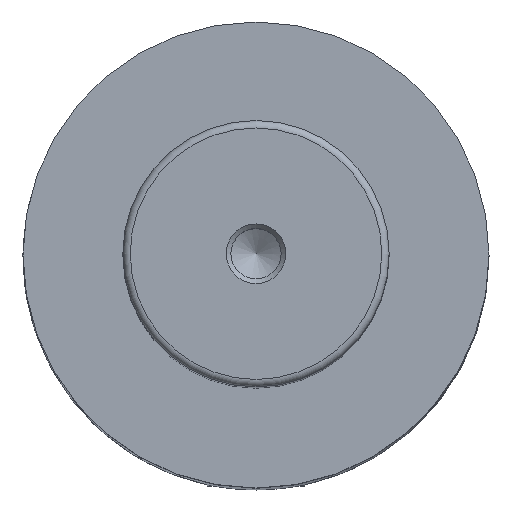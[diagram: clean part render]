
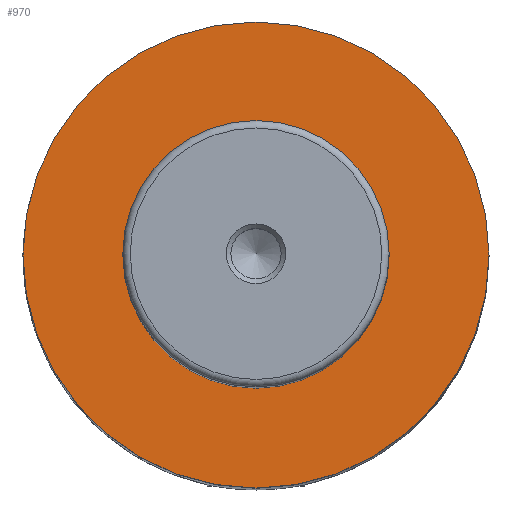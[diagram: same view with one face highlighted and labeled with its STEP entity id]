
A CAD part, top view. The second image highlights one B-rep face of the part: STEP entity #970.
In plain terms, the highlighted planar face has unit normal (0, 0, 1).
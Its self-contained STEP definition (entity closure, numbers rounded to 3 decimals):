
#22=FACE_BOUND('',#304,.T.);
#28=PLANE('',#1115);
#244=FACE_OUTER_BOUND('',#303,.T.);
#303=EDGE_LOOP('',(#846,#847));
#304=EDGE_LOOP('',(#848,#849));
#394=CIRCLE('',#1105,18.);
#395=CIRCLE('',#1106,18.);
#396=CIRCLE('',#1108,31.5);
#397=CIRCLE('',#1109,31.5);
#475=VERTEX_POINT('',#1729);
#476=VERTEX_POINT('',#1730);
#477=VERTEX_POINT('',#1735);
#478=VERTEX_POINT('',#1737);
#602=EDGE_CURVE('',#475,#476,#394,.T.);
#603=EDGE_CURVE('',#476,#475,#395,.T.);
#606=EDGE_CURVE('',#477,#478,#396,.T.);
#607=EDGE_CURVE('',#478,#477,#397,.T.);
#846=ORIENTED_EDGE('',*,*,#607,.F.);
#847=ORIENTED_EDGE('',*,*,#606,.F.);
#848=ORIENTED_EDGE('',*,*,#602,.T.);
#849=ORIENTED_EDGE('',*,*,#603,.T.);
#970=ADVANCED_FACE('',(#244,#22),#28,.T.);
#1105=AXIS2_PLACEMENT_3D('',#1731,#1353,#1354);
#1106=AXIS2_PLACEMENT_3D('',#1732,#1355,#1356);
#1108=AXIS2_PLACEMENT_3D('',#1738,#1361,#1362);
#1109=AXIS2_PLACEMENT_3D('',#1739,#1363,#1364);
#1115=AXIS2_PLACEMENT_3D('',#1749,#1377,#1378);
#1353=DIRECTION('center_axis',(0.,0.,-1.));
#1354=DIRECTION('ref_axis',(-1.,0.,0.));
#1355=DIRECTION('center_axis',(0.,0.,-1.));
#1356=DIRECTION('ref_axis',(-1.,0.,0.));
#1361=DIRECTION('center_axis',(0.,0.,-1.));
#1362=DIRECTION('ref_axis',(-1.,0.,0.));
#1363=DIRECTION('center_axis',(0.,0.,-1.));
#1364=DIRECTION('ref_axis',(-1.,0.,0.));
#1377=DIRECTION('center_axis',(0.,0.,1.));
#1378=DIRECTION('ref_axis',(1.,0.,0.));
#1729=CARTESIAN_POINT('',(-18.,0.,149.));
#1730=CARTESIAN_POINT('',(18.,0.,149.));
#1731=CARTESIAN_POINT('Origin',(0.,0.,149.));
#1732=CARTESIAN_POINT('Origin',(0.,0.,149.));
#1735=CARTESIAN_POINT('',(31.5,0.,149.));
#1737=CARTESIAN_POINT('',(-31.5,0.,149.));
#1738=CARTESIAN_POINT('Origin',(0.,0.,149.));
#1739=CARTESIAN_POINT('Origin',(0.,0.,149.));
#1749=CARTESIAN_POINT('Origin',(-26.,0.,149.));
